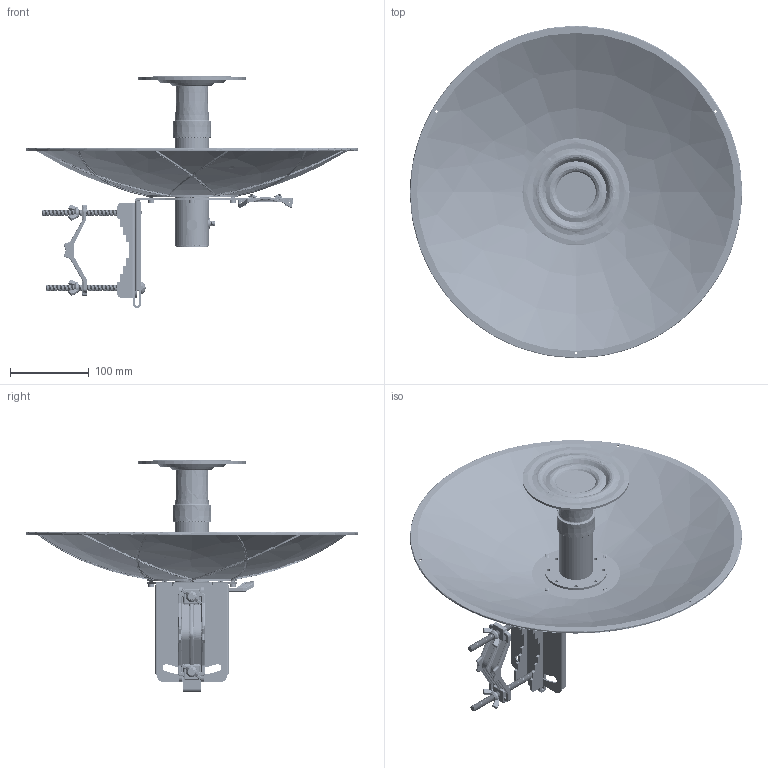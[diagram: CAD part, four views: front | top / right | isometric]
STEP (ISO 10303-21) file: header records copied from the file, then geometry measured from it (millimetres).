
FILE_DESCRIPTION (( 'STEP AP214' ), '1' );
FILE_NAME ('HG4971DP-25D-RSP_3D.step', '2023-03-15T18:09:24', ( '' ), ( '' ), 'SwSTEP 2.0', 'SolidWorks 2022', '' );
FILE_SCHEMA (( 'AUTOMOTIVE_DESIGN' ));
Length unit declared in the file: inch
Products named in the file (26): M5X10_3; MPC0322_S-5N_GUAJIAN; M4_YAMAO_LUOMU_3; JM_AM-B; M8DIEXING_LUOMU_1; MHA0452_JIAMA; M4X10CHENJI_3; M4_YAMAO_LUOMU_2; MHC0057_P4SHANSHEQI; HG4971DP-25D-RSP_3D; M5X10_1; MHA0453_U-CAO; M8DIEXING_LUOMU; 04PG5_KUIYUAN_NF; M4X10CHENJI; M4X10CHENJI_1; M5X10; ILS-100-03_FLAT; M8X80_____1; 15P_JIETOU_RPSMA; M5X10_2; 15P_JIETOU_RPSMA_1; M4X10CHENJI_2; M4_YAMAO_LUOMU; M8X80____; M4_YAMAO_LUOMU_1
Assembly tree (25 placements, depth 2):
  HG4971DP-25D-RSP_3D
    04PG5_KUIYUAN_NF
    15P_JIETOU_RPSMA
    15P_JIETOU_RPSMA_1
    JM_AM-B
    M4X10CHENJI
    M4X10CHENJI_1
    M4X10CHENJI_2
    M4X10CHENJI_3
    M4_YAMAO_LUOMU
    M4_YAMAO_LUOMU_1
    M4_YAMAO_LUOMU_2
    M4_YAMAO_LUOMU_3
    M5X10
    M5X10_1
    M5X10_2
    M5X10_3
    M8DIEXING_LUOMU
    M8DIEXING_LUOMU_1
    M8X80____
    M8X80_____1
    MHA0452_JIAMA
    MHA0453_U-CAO
    MHC0057_P4SHANSHEQI
    MPC0322_S-5N_GUAJIAN
    ILS-100-03_FLAT
Bounding box: 420.5 x 420.5 x 293.78 mm (x, y, z)
Volume: 483507.7 mm3; surface area: 522913.6 mm2
Topology: 41 solids, 41 shells, 4531 faces, 11974 edges, 7588 vertices
Faces by surface type: cylinder 1709, plane 1395, bspline 1291, cone 136
Entity records: 276689 total; most frequent: CARTESIAN_POINT 170871, ORIENTED_EDGE 23918, DIRECTION 14577, EDGE_CURVE 11959, VERTEX_POINT 7588, AXIS2_PLACEMENT_3D 5148, B_SPLINE_CURVE_WITH_KNOTS 5020, EDGE_LOOP 4743
